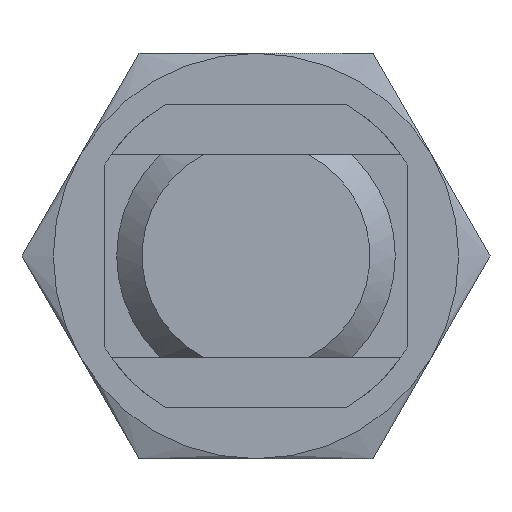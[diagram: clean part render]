
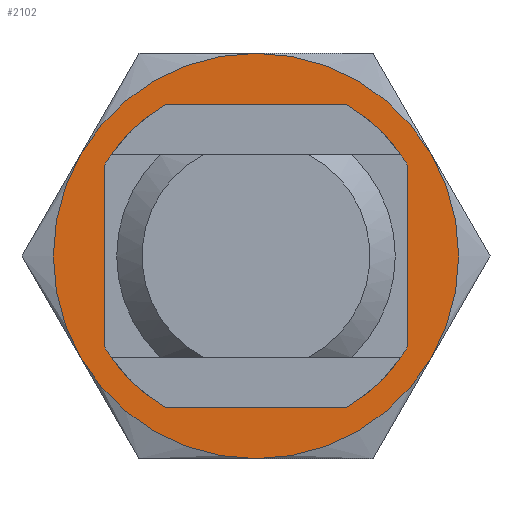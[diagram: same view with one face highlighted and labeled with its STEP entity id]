
A CAD part, left-side view. The second image highlights one B-rep face of the part: STEP entity #2102.
In plain terms, the highlighted planar face has unit normal (-1, 0, 0).
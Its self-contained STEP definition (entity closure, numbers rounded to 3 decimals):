
#2 = CARTESIAN_POINT ( 'NONE',  ( 5., 0., 0. ) ) ;
#53 = EDGE_CURVE ( 'NONE', #4242, #4302, #4172, .T. ) ;
#151 = CARTESIAN_POINT ( 'NONE',  ( 5., 0., -11. ) ) ;
#185 = VERTEX_POINT ( 'NONE', #4494 ) ;
#186 = CARTESIAN_POINT ( 'NONE',  ( 5., -13.856, 8. ) ) ;
#215 = AXIS2_PLACEMENT_3D ( 'NONE', #2184, #1075, #794 ) ;
#236 = ORIENTED_EDGE ( 'NONE', *, *, #594, .F. ) ;
#336 = CARTESIAN_POINT ( 'NONE',  ( 5., 0., 11. ) ) ;
#431 = CIRCLE ( 'NONE', #3042, 11. ) ;
#441 = VERTEX_POINT ( 'NONE', #336 ) ;
#587 = CIRCLE ( 'NONE', #1939, 16. ) ;
#594 = EDGE_CURVE ( 'NONE', #441, #3912, #431, .T. ) ;
#738 = DIRECTION ( 'NONE',  ( -1., 0., 0. ) ) ;
#753 = FACE_OUTER_BOUND ( 'NONE', #2325, .T. ) ;
#794 = DIRECTION ( 'NONE',  ( 0., -1., 0. ) ) ;
#847 = CARTESIAN_POINT ( 'NONE',  ( 5., 0., 0. ) ) ;
#864 = DIRECTION ( 'NONE',  ( 0., 0., -1. ) ) ;
#961 = AXIS2_PLACEMENT_3D ( 'NONE', #2, #3306, #4272 ) ;
#1025 = CIRCLE ( 'NONE', #1170, 16. ) ;
#1028 = ORIENTED_EDGE ( 'NONE', *, *, #2469, .T. ) ;
#1075 = DIRECTION ( 'NONE',  ( 1., 0., 0. ) ) ;
#1159 = VERTEX_POINT ( 'NONE', #1756 ) ;
#1170 = AXIS2_PLACEMENT_3D ( 'NONE', #3203, #738, #1843 ) ;
#1268 = AXIS2_PLACEMENT_3D ( 'NONE', #3232, #3180, #2449 ) ;
#1303 = EDGE_CURVE ( 'NONE', #185, #4242, #1025, .T. ) ;
#1350 = DIRECTION ( 'NONE',  ( 0., 0., -1. ) ) ;
#1372 = EDGE_CURVE ( 'NONE', #3912, #441, #1860, .T. ) ;
#1438 = CARTESIAN_POINT ( 'NONE',  ( 5., -13.856, -8. ) ) ;
#1515 = VERTEX_POINT ( 'NONE', #3009 ) ;
#1558 = EDGE_LOOP ( 'NONE', ( #1901, #236 ) ) ;
#1622 = ORIENTED_EDGE ( 'NONE', *, *, #3731, .T. ) ;
#1756 = CARTESIAN_POINT ( 'NONE',  ( 5., 13.856, -8. ) ) ;
#1822 = DIRECTION ( 'NONE',  ( -1., 0., 0. ) ) ;
#1843 = DIRECTION ( 'NONE',  ( 0., 0., -1. ) ) ;
#1860 = CIRCLE ( 'NONE', #3124, 11. ) ;
#1901 = ORIENTED_EDGE ( 'NONE', *, *, #1372, .F. ) ;
#1939 = AXIS2_PLACEMENT_3D ( 'NONE', #2989, #2355, #1350 ) ;
#2050 = CARTESIAN_POINT ( 'NONE',  ( 5., 0., 16. ) ) ;
#2102 = ADVANCED_FACE ( 'NONE', ( #3624, #753 ), #4301, .F. ) ;
#2121 = CARTESIAN_POINT ( 'NONE',  ( 5., 0., 0. ) ) ;
#2128 = DIRECTION ( 'NONE',  ( 0., 0., -1. ) ) ;
#2184 = CARTESIAN_POINT ( 'NONE',  ( 5., 0., 0. ) ) ;
#2201 = ORIENTED_EDGE ( 'NONE', *, *, #2302, .T. ) ;
#2302 = EDGE_CURVE ( 'NONE', #4302, #3389, #587, .T. ) ;
#2325 = EDGE_LOOP ( 'NONE', ( #3174, #3666, #2201, #2685, #1028, #1622 ) ) ;
#2355 = DIRECTION ( 'NONE',  ( -1., 0., 0. ) ) ;
#2449 = DIRECTION ( 'NONE',  ( 0., 0., -1. ) ) ;
#2469 = EDGE_CURVE ( 'NONE', #1515, #1159, #3220, .T. ) ;
#2685 = ORIENTED_EDGE ( 'NONE', *, *, #3752, .T. ) ;
#2691 = CIRCLE ( 'NONE', #1268, 16. ) ;
#2738 = AXIS2_PLACEMENT_3D ( 'NONE', #847, #3362, #864 ) ;
#2989 = CARTESIAN_POINT ( 'NONE',  ( 5., 0., 0. ) ) ;
#3009 = CARTESIAN_POINT ( 'NONE',  ( 5., 13.856, 8. ) ) ;
#3042 = AXIS2_PLACEMENT_3D ( 'NONE', #2121, #3557, #3196 ) ;
#3124 = AXIS2_PLACEMENT_3D ( 'NONE', #4310, #1822, #4335 ) ;
#3174 = ORIENTED_EDGE ( 'NONE', *, *, #1303, .T. ) ;
#3180 = DIRECTION ( 'NONE',  ( -1., 0., 0. ) ) ;
#3196 = DIRECTION ( 'NONE',  ( 0., 0., -1. ) ) ;
#3203 = CARTESIAN_POINT ( 'NONE',  ( 5., 0., 0. ) ) ;
#3220 = CIRCLE ( 'NONE', #961, 16. ) ;
#3232 = CARTESIAN_POINT ( 'NONE',  ( 5., 0., 0. ) ) ;
#3306 = DIRECTION ( 'NONE',  ( -1., 0., 0. ) ) ;
#3362 = DIRECTION ( 'NONE',  ( -1., 0., 0. ) ) ;
#3389 = VERTEX_POINT ( 'NONE', #2050 ) ;
#3557 = DIRECTION ( 'NONE',  ( -1., 0., 0. ) ) ;
#3624 = FACE_BOUND ( 'NONE', #1558, .T. ) ;
#3666 = ORIENTED_EDGE ( 'NONE', *, *, #53, .T. ) ;
#3681 = CIRCLE ( 'NONE', #4358, 16. ) ;
#3731 = EDGE_CURVE ( 'NONE', #1159, #185, #3681, .T. ) ;
#3752 = EDGE_CURVE ( 'NONE', #3389, #1515, #2691, .T. ) ;
#3912 = VERTEX_POINT ( 'NONE', #151 ) ;
#3944 = DIRECTION ( 'NONE',  ( -1., 0., 0. ) ) ;
#3967 = CARTESIAN_POINT ( 'NONE',  ( 5., 0., 0. ) ) ;
#4172 = CIRCLE ( 'NONE', #2738, 16. ) ;
#4242 = VERTEX_POINT ( 'NONE', #1438 ) ;
#4272 = DIRECTION ( 'NONE',  ( 0., 0., -1. ) ) ;
#4301 = PLANE ( 'NONE',  #215 ) ;
#4302 = VERTEX_POINT ( 'NONE', #186 ) ;
#4310 = CARTESIAN_POINT ( 'NONE',  ( 5., 0., 0. ) ) ;
#4335 = DIRECTION ( 'NONE',  ( 0., 0., -1. ) ) ;
#4358 = AXIS2_PLACEMENT_3D ( 'NONE', #3967, #3944, #2128 ) ;
#4494 = CARTESIAN_POINT ( 'NONE',  ( 5., 0., -16. ) ) ;
